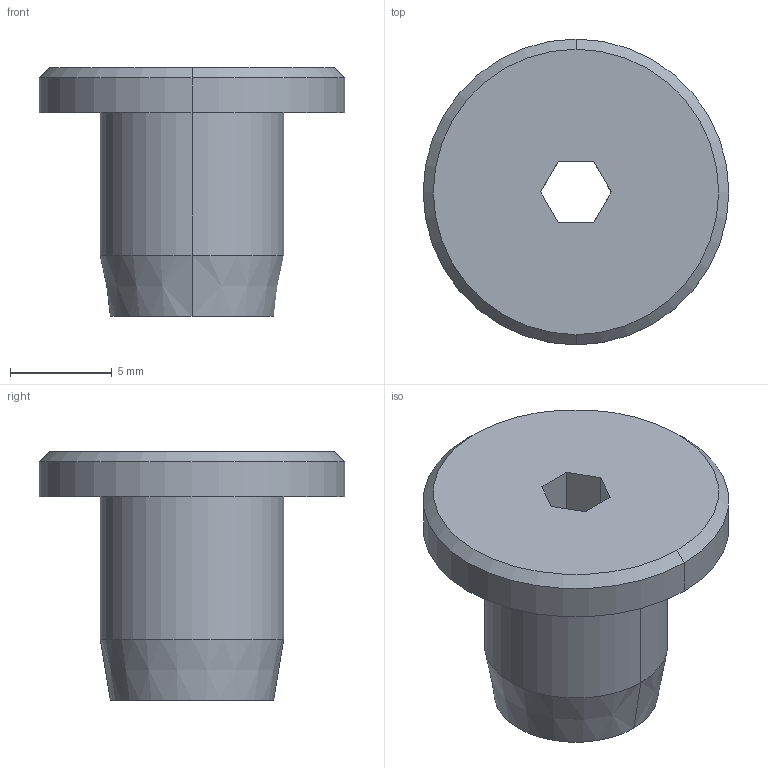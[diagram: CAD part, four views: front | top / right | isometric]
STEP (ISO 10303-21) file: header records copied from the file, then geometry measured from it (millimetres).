
FILE_DESCRIPTION (( 'STEP AP203' ), '1' );
FILE_NAME ('58383-240-5.step', '2018-12-04T13:29:08', ( '' ), ( '' ), 'SwSTEP 2.0', 'SolidWorks 2015', '' );
FILE_SCHEMA (( 'CONFIG_CONTROL_DESIGN' ));
Length unit declared in the file: millimetre
Products named in the file (1): 58383-240-5
Bounding box: 15 x 15 x 12.2 mm (x, y, z)
Volume: 846.4 mm3; surface area: 841 mm2
Topology: 1 solids, 1 shells, 291 faces, 772 edges, 512 vertices
Faces by surface type: bspline 141, plane 136, cone 8, cylinder 6
Entity records: 16507 total; most frequent: CARTESIAN_POINT 10165, ORIENTED_EDGE 1544, DIRECTION 802, EDGE_CURVE 772, VERTEX_POINT 512, VECTOR 464, LINE 464, EDGE_LOOP 322
